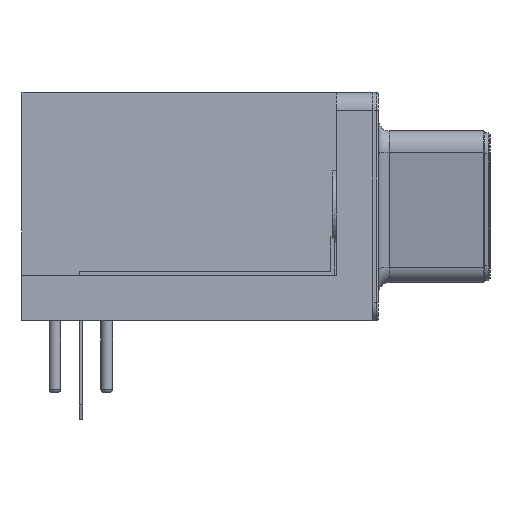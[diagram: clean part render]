
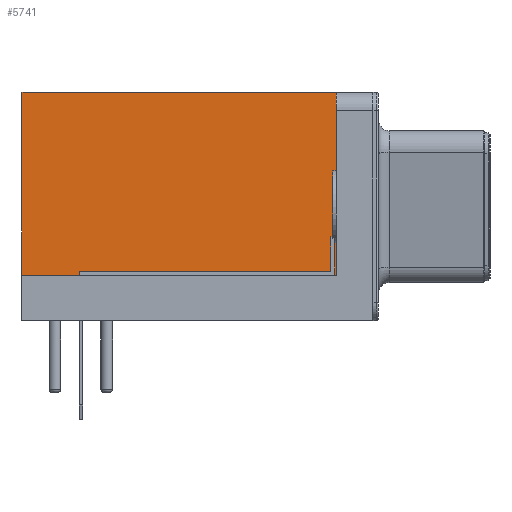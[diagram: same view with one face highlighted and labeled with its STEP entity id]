
A CAD part, left-side view. The second image highlights one B-rep face of the part: STEP entity #5741.
In plain terms, the highlighted planar face has unit normal (-1, 0, 0).
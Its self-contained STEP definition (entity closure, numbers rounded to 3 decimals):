
#4891 = VERTEX_POINT('',#4892);
#4892 = CARTESIAN_POINT('',(-54.13,1.8,12.5));
#4898 = EDGE_CURVE('',#4899,#4891,#4901,.T.);
#4899 = VERTEX_POINT('',#4900);
#4900 = CARTESIAN_POINT('',(-54.13,-15.4,12.5));
#4901 = LINE('',#4902,#4903);
#4902 = CARTESIAN_POINT('',(-54.13,-16.4,12.5));
#4903 = VECTOR('',#4904,1.);
#4904 = DIRECTION('',(0.,1.,0.));
#5711 = VERTEX_POINT('',#5712);
#5712 = CARTESIAN_POINT('',(-54.13,-15.4,2.5));
#5718 = EDGE_CURVE('',#5711,#4899,#5719,.T.);
#5719 = LINE('',#5720,#5721);
#5720 = CARTESIAN_POINT('',(-54.13,-15.4,2.5));
#5721 = VECTOR('',#5722,1.);
#5722 = DIRECTION('',(0.,0.,1.));
#5741 = ADVANCED_FACE('',(#5742),#5760,.F.);
#5742 = FACE_BOUND('',#5743,.F.);
#5743 = EDGE_LOOP('',(#5744,#5745,#5753,#5759));
#5744 = ORIENTED_EDGE('',*,*,#5718,.F.);
#5745 = ORIENTED_EDGE('',*,*,#5746,.T.);
#5746 = EDGE_CURVE('',#5711,#5747,#5749,.T.);
#5747 = VERTEX_POINT('',#5748);
#5748 = CARTESIAN_POINT('',(-54.13,1.8,2.5));
#5749 = LINE('',#5750,#5751);
#5750 = CARTESIAN_POINT('',(-54.13,-15.4,2.5));
#5751 = VECTOR('',#5752,1.);
#5752 = DIRECTION('',(-0.,1.,0.));
#5753 = ORIENTED_EDGE('',*,*,#5754,.T.);
#5754 = EDGE_CURVE('',#5747,#4891,#5755,.T.);
#5755 = LINE('',#5756,#5757);
#5756 = CARTESIAN_POINT('',(-54.13,1.8,4.375));
#5757 = VECTOR('',#5758,1.);
#5758 = DIRECTION('',(0.,0.,1.));
#5759 = ORIENTED_EDGE('',*,*,#4898,.F.);
#5760 = PLANE('',#5761);
#5761 = AXIS2_PLACEMENT_3D('',#5762,#5763,#5764);
#5762 = CARTESIAN_POINT('',(-54.13,-15.4,2.5));
#5763 = DIRECTION('',(1.,0.,0.));
#5764 = DIRECTION('',(0.,0.,1.));
